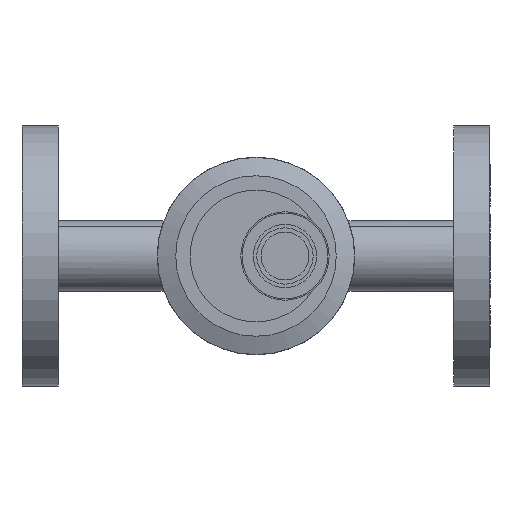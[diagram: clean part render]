
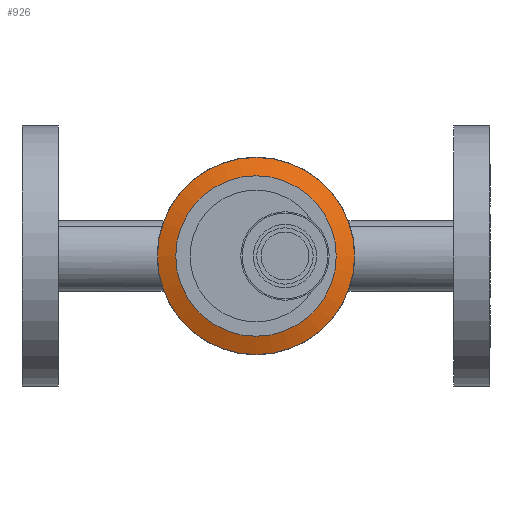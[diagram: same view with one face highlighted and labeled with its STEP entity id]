
A CAD part, left-side view. The second image highlights one B-rep face of the part: STEP entity #926.
In plain terms, the highlighted conical face has half-angle 70.07 degrees and reference radius 34.377 mm.
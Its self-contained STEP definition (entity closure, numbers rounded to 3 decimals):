
#90=CONICAL_SURFACE('',#1083,34.377,1.223);
#148=FACE_OUTER_BOUND('',#242,.T.);
#242=EDGE_LOOP('',(#828,#829,#830,#831));
#282=LINE('',#1842,#318);
#318=VECTOR('',#1390,34.377);
#392=CIRCLE('',#1082,37.899);
#393=CIRCLE('',#1084,30.854);
#473=VERTEX_POINT('',#1837);
#474=VERTEX_POINT('',#1840);
#592=EDGE_CURVE('',#473,#473,#392,.T.);
#593=EDGE_CURVE('',#474,#474,#393,.T.);
#594=EDGE_CURVE('',#474,#473,#282,.T.);
#828=ORIENTED_EDGE('',*,*,#593,.F.);
#829=ORIENTED_EDGE('',*,*,#594,.T.);
#830=ORIENTED_EDGE('',*,*,#592,.T.);
#831=ORIENTED_EDGE('',*,*,#594,.F.);
#926=ADVANCED_FACE('',(#148),#90,.T.);
#1082=AXIS2_PLACEMENT_3D('',#1838,#1384,#1385);
#1083=AXIS2_PLACEMENT_3D('',#1839,#1386,#1387);
#1084=AXIS2_PLACEMENT_3D('',#1841,#1388,#1389);
#1384=DIRECTION('center_axis',(-1.,0.,0.));
#1385=DIRECTION('ref_axis',(0.,0.,1.));
#1386=DIRECTION('center_axis',(1.,0.,0.));
#1387=DIRECTION('ref_axis',(0.,1.,0.));
#1388=DIRECTION('center_axis',(-1.,0.,0.));
#1389=DIRECTION('ref_axis',(0.,0.,1.));
#1390=DIRECTION('',(0.341,-0.94,0.));
#1837=CARTESIAN_POINT('',(229.755,-37.899,0.));
#1838=CARTESIAN_POINT('Origin',(229.755,0.,
0.));
#1839=CARTESIAN_POINT('Origin',(228.478,0.,
0.));
#1840=CARTESIAN_POINT('',(227.201,-30.854,0.));
#1841=CARTESIAN_POINT('Origin',(227.201,0.,
0.));
#1842=CARTESIAN_POINT('',(228.478,-34.377,0.));
